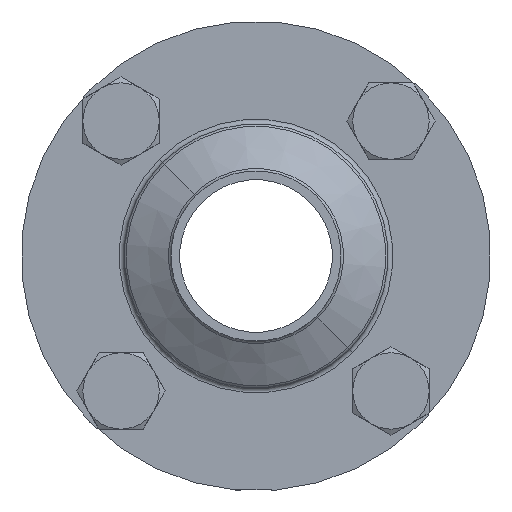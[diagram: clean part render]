
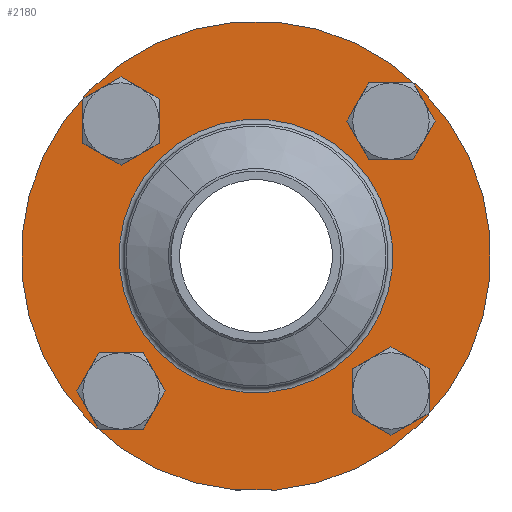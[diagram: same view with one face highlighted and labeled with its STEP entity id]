
A CAD part, left-side view. The second image highlights one B-rep face of the part: STEP entity #2180.
In plain terms, the highlighted planar face has unit normal (-1, 0, 0).
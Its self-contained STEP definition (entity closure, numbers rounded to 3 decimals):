
#120 = EDGE_CURVE ( 'NONE', #130, #123, #11139, .T. ) ;
#123 = VERTEX_POINT ( 'NONE', #11128 ) ;
#130 = VERTEX_POINT ( 'NONE', #11196 ) ;
#1889 = VERTEX_POINT ( 'NONE', #3569 ) ;
#1959 = VERTEX_POINT ( 'NONE', #3555 ) ;
#2112 = EDGE_CURVE ( 'NONE', #1889, #1959, #3630, .T. ) ;
#2119 = VERTEX_POINT ( 'NONE', #3619 ) ;
#2180 = ADVANCED_FACE ( 'NONE', ( #3839, #3838, #3837, #3836, #3835, #3834 ), #3885, .T. ) ;
#2229 = EDGE_LOOP ( 'NONE', ( #2258, #2316 ) ) ;
#2237 = ORIENTED_EDGE ( 'NONE', *, *, #2297, .T. ) ;
#2247 = EDGE_CURVE ( 'NONE', #12403, #12420, #4041, .T. ) ;
#2255 = EDGE_LOOP ( 'NONE', ( #2279, #2431 ) ) ;
#2258 = ORIENTED_EDGE ( 'NONE', *, *, #12414, .T. ) ;
#2275 = EDGE_LOOP ( 'NONE', ( #2338, #2237 ) ) ;
#2279 = ORIENTED_EDGE ( 'NONE', *, *, #120, .T. ) ;
#2296 = EDGE_CURVE ( 'NONE', #12866, #12867, #4034, .T. ) ;
#2297 = EDGE_CURVE ( 'NONE', #12385, #13689, #4035, .T. ) ;
#2311 = EDGE_CURVE ( 'NONE', #123, #130, #4115, .T. ) ;
#2316 = ORIENTED_EDGE ( 'NONE', *, *, #2247, .T. ) ;
#2338 = ORIENTED_EDGE ( 'NONE', *, *, #14133, .T. ) ;
#2426 = ORIENTED_EDGE ( 'NONE', *, *, #2112, .T. ) ;
#2431 = ORIENTED_EDGE ( 'NONE', *, *, #2311, .T. ) ;
#2474 = EDGE_LOOP ( 'NONE', ( #2426, #2497 ) ) ;
#2489 = EDGE_LOOP ( 'NONE', ( #2498, #2505 ) ) ;
#2497 = ORIENTED_EDGE ( 'NONE', *, *, #2508, .T. ) ;
#2498 = ORIENTED_EDGE ( 'NONE', *, *, #2296, .T. ) ;
#2500 = EDGE_LOOP ( 'NONE', ( #2509, #2511 ) ) ;
#2505 = ORIENTED_EDGE ( 'NONE', *, *, #13160, .T. ) ;
#2508 = EDGE_CURVE ( 'NONE', #1959, #1889, #4195, .T. ) ;
#2509 = ORIENTED_EDGE ( 'NONE', *, *, #7743, .T. ) ;
#2511 = ORIENTED_EDGE ( 'NONE', *, *, #2513, .T. ) ;
#2513 = EDGE_CURVE ( 'NONE', #2119, #7742, #4184, .T. ) ;
#3555 = CARTESIAN_POINT ( 'NONE',  ( -10., -19.658, 26.304 ) ) ;
#3569 = CARTESIAN_POINT ( 'NONE',  ( -10., -26.304, 19.658 ) ) ;
#3619 = CARTESIAN_POINT ( 'NONE',  ( -10., 16.476, 16.476 ) ) ;
#3622 = DIRECTION ( 'NONE',  ( 0., -0.707, -0.707 ) ) ;
#3623 = DIRECTION ( 'NONE',  ( 1., 0., 0. ) ) ;
#3624 = CARTESIAN_POINT ( 'NONE',  ( -10., -22.981, 22.981 ) ) ;
#3625 = AXIS2_PLACEMENT_3D ( 'NONE', #3624, #3623, #3622 ) ;
#3630 = CIRCLE ( 'NONE', #3625, 4.7 ) ;
#3834 = FACE_OUTER_BOUND ( 'NONE', #2489, .T. ) ;
#3835 = FACE_BOUND ( 'NONE', #2500, .T. ) ;
#3836 = FACE_BOUND ( 'NONE', #2474, .T. ) ;
#3837 = FACE_BOUND ( 'NONE', #2255, .T. ) ;
#3838 = FACE_BOUND ( 'NONE', #2275, .T. ) ;
#3839 = FACE_BOUND ( 'NONE', #2229, .T. ) ;
#3880 = DIRECTION ( 'NONE',  ( 0., -0.707, -0.707 ) ) ;
#3881 = DIRECTION ( 'NONE',  ( -1., 0., 0. ) ) ;
#3882 = CARTESIAN_POINT ( 'NONE',  ( -10., -32.527, 32.527 ) ) ;
#3883 = AXIS2_PLACEMENT_3D ( 'NONE', #3882, #3881, #3880 ) ;
#3885 = PLANE ( 'NONE',  #3883 ) ;
#4030 = DIRECTION ( 'NONE',  ( 0., -0.707, -0.707 ) ) ;
#4031 = DIRECTION ( 'NONE',  ( -1., 0., 0. ) ) ;
#4032 = CARTESIAN_POINT ( 'NONE',  ( -10., 0., 0. ) ) ;
#4033 = AXIS2_PLACEMENT_3D ( 'NONE', #4032, #4031, #4030 ) ;
#4034 = CIRCLE ( 'NONE', #4033, 40. ) ;
#4035 = CIRCLE ( 'NONE', #4085, 4.7 ) ;
#4037 = DIRECTION ( 'NONE',  ( 0., -0.707, -0.707 ) ) ;
#4038 = DIRECTION ( 'NONE',  ( 1., 0., 0. ) ) ;
#4039 = CARTESIAN_POINT ( 'NONE',  ( -10., -22.981, -22.981 ) ) ;
#4040 = AXIS2_PLACEMENT_3D ( 'NONE', #4039, #4038, #4037 ) ;
#4041 = CIRCLE ( 'NONE', #4040, 4.7 ) ;
#4082 = DIRECTION ( 'NONE',  ( 0., -0.707, -0.707 ) ) ;
#4083 = DIRECTION ( 'NONE',  ( 1., 0., 0. ) ) ;
#4084 = CARTESIAN_POINT ( 'NONE',  ( -10., 22.981, -22.981 ) ) ;
#4085 = AXIS2_PLACEMENT_3D ( 'NONE', #4084, #4083, #4082 ) ;
#4111 = DIRECTION ( 'NONE',  ( 0., -0.707, -0.707 ) ) ;
#4112 = DIRECTION ( 'NONE',  ( 1., 0., 0. ) ) ;
#4113 = CARTESIAN_POINT ( 'NONE',  ( -10., 22.981, 22.981 ) ) ;
#4114 = AXIS2_PLACEMENT_3D ( 'NONE', #4113, #4112, #4111 ) ;
#4115 = CIRCLE ( 'NONE', #4114, 4.7 ) ;
#4180 = DIRECTION ( 'NONE',  ( 0., -0.707, -0.707 ) ) ;
#4181 = DIRECTION ( 'NONE',  ( 1., 0., 0. ) ) ;
#4182 = CARTESIAN_POINT ( 'NONE',  ( -10., 0., 0. ) ) ;
#4183 = AXIS2_PLACEMENT_3D ( 'NONE', #4182, #4181, #4180 ) ;
#4184 = CIRCLE ( 'NONE', #4183, 23.3 ) ;
#4186 = DIRECTION ( 'NONE',  ( 0., -0.707, -0.707 ) ) ;
#4187 = DIRECTION ( 'NONE',  ( 1., 0., 0. ) ) ;
#4188 = CARTESIAN_POINT ( 'NONE',  ( -10., -22.981, 22.981 ) ) ;
#4189 = AXIS2_PLACEMENT_3D ( 'NONE', #4188, #4187, #4186 ) ;
#4195 = CIRCLE ( 'NONE', #4189, 4.7 ) ;
#4447 = DIRECTION ( 'NONE',  ( 0., -0.707, -0.707 ) ) ;
#4448 = DIRECTION ( 'NONE',  ( 1., 0., 0. ) ) ;
#4449 = CARTESIAN_POINT ( 'NONE',  ( -10., 0., 0. ) ) ;
#4450 = AXIS2_PLACEMENT_3D ( 'NONE', #4449, #4448, #4447 ) ;
#4451 = CIRCLE ( 'NONE', #4450, 23.3 ) ;
#4452 = CARTESIAN_POINT ( 'NONE',  ( -10., -16.476, -16.476 ) ) ;
#7742 = VERTEX_POINT ( 'NONE', #4452 ) ;
#7743 = EDGE_CURVE ( 'NONE', #7742, #2119, #4451, .T. ) ;
#9674 = CARTESIAN_POINT ( 'NONE',  ( -10., 26.304, -19.658 ) ) ;
#9741 = CARTESIAN_POINT ( 'NONE',  ( -10., -19.658, -19.658 ) ) ;
#9745 = AXIS2_PLACEMENT_3D ( 'NONE', #9806, #9805, #9804 ) ;
#9746 = CIRCLE ( 'NONE', #9745, 4.7 ) ;
#9795 = CARTESIAN_POINT ( 'NONE',  ( -10., -26.304, -26.304 ) ) ;
#9804 = DIRECTION ( 'NONE',  ( 0., -0.707, -0.707 ) ) ;
#9805 = DIRECTION ( 'NONE',  ( 1., 0., 0. ) ) ;
#9806 = CARTESIAN_POINT ( 'NONE',  ( -10., -22.981, -22.981 ) ) ;
#9940 = CARTESIAN_POINT ( 'NONE',  ( -10., -28.284, -28.284 ) ) ;
#9942 = CARTESIAN_POINT ( 'NONE',  ( -10., 28.284, 28.284 ) ) ;
#10035 = DIRECTION ( 'NONE',  ( 0., -0.707, -0.707 ) ) ;
#10036 = DIRECTION ( 'NONE',  ( -1., 0., 0. ) ) ;
#10037 = CARTESIAN_POINT ( 'NONE',  ( -10., 0., 0. ) ) ;
#10038 = AXIS2_PLACEMENT_3D ( 'NONE', #10037, #10036, #10035 ) ;
#10042 = CIRCLE ( 'NONE', #10038, 40. ) ;
#10788 = CARTESIAN_POINT ( 'NONE',  ( -10., 19.658, -26.304 ) ) ;
#11128 = CARTESIAN_POINT ( 'NONE',  ( -10., 26.304, 26.304 ) ) ;
#11130 = DIRECTION ( 'NONE',  ( 0., -0.707, -0.707 ) ) ;
#11131 = DIRECTION ( 'NONE',  ( 1., 0., 0. ) ) ;
#11132 = CARTESIAN_POINT ( 'NONE',  ( -10., 22.981, 22.981 ) ) ;
#11133 = AXIS2_PLACEMENT_3D ( 'NONE', #11132, #11131, #11130 ) ;
#11139 = CIRCLE ( 'NONE', #11133, 4.7 ) ;
#11196 = CARTESIAN_POINT ( 'NONE',  ( -10., 19.658, 19.658 ) ) ;
#12385 = VERTEX_POINT ( 'NONE', #9674 ) ;
#12403 = VERTEX_POINT ( 'NONE', #9741 ) ;
#12414 = EDGE_CURVE ( 'NONE', #12420, #12403, #9746, .T. ) ;
#12420 = VERTEX_POINT ( 'NONE', #9795 ) ;
#12866 = VERTEX_POINT ( 'NONE', #9942 ) ;
#12867 = VERTEX_POINT ( 'NONE', #9940 ) ;
#13160 = EDGE_CURVE ( 'NONE', #12867, #12866, #10042, .T. ) ;
#13689 = VERTEX_POINT ( 'NONE', #10788 ) ;
#13950 = DIRECTION ( 'NONE',  ( 0., -0.707, -0.707 ) ) ;
#13951 = DIRECTION ( 'NONE',  ( 1., 0., 0. ) ) ;
#13952 = CARTESIAN_POINT ( 'NONE',  ( -10., 22.981, -22.981 ) ) ;
#13953 = AXIS2_PLACEMENT_3D ( 'NONE', #13952, #13951, #13950 ) ;
#13954 = CIRCLE ( 'NONE', #13953, 4.7 ) ;
#14133 = EDGE_CURVE ( 'NONE', #13689, #12385, #13954, .T. ) ;
